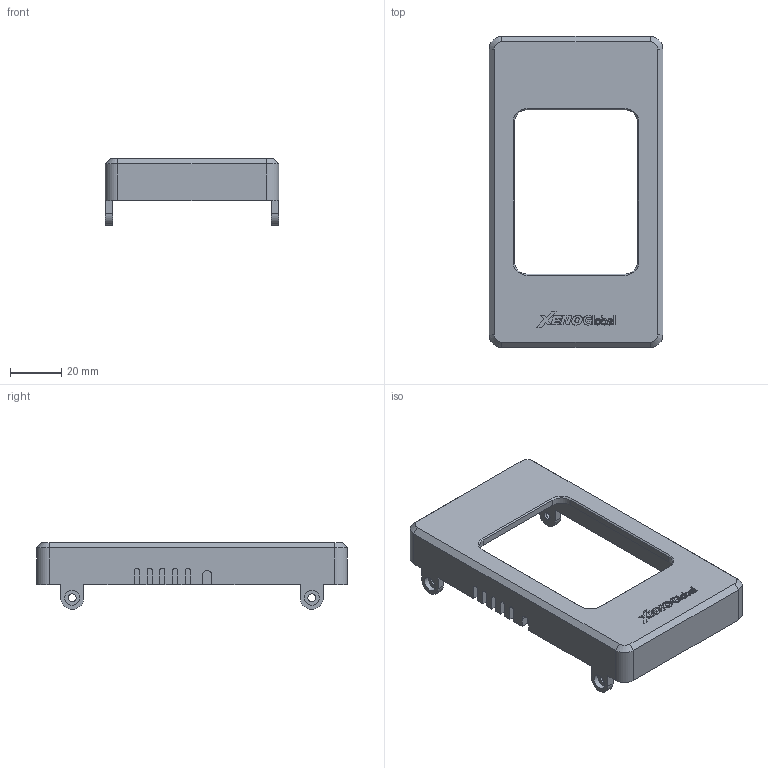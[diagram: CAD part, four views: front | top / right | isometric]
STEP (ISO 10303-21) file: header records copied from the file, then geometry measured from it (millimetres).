
FILE_DESCRIPTION(/* description */ (''),/* implementation_level */ '2;1');
FILE_NAME(/* name */ 'top.step',/* time_stamp */ '2024-04-30T16:30:29+09:00',/* author */ (''),/* organization */ (''),/* preprocessor_version */ 'ST-DEVELOPER v20',/* originating_system */ 'Autodesk Translation Framework v12.20.1.177',/* authorisation */ '');
FILE_SCHEMA (('AUTOMOTIVE_DESIGN { 1 0 10303 214 3 1 1 }'));
Length unit declared in the file: millimetre
Products named in the file (1): vote
Bounding box: 68 x 121.8 x 26.12 mm (x, y, z)
Volume: 33569.9 mm3; surface area: 22775.8 mm2
Topology: 1 solids, 1 shells, 300 faces, 809 edges, 534 vertices
Faces by surface type: plane 151, bspline 105, cylinder 36, cone 8
Full cylindrical faces by diameter (mm): 3.1 x4, 5 x4, 5.9 x4, 10 x1
Entity records: 10174 total; most frequent: CARTESIAN_POINT 3013, ORIENTED_EDGE 1618, DIRECTION 1235, EDGE_CURVE 809, VERTEX_POINT 534, LINE 519, VECTOR 519, AXIS2_PLACEMENT_3D 358
